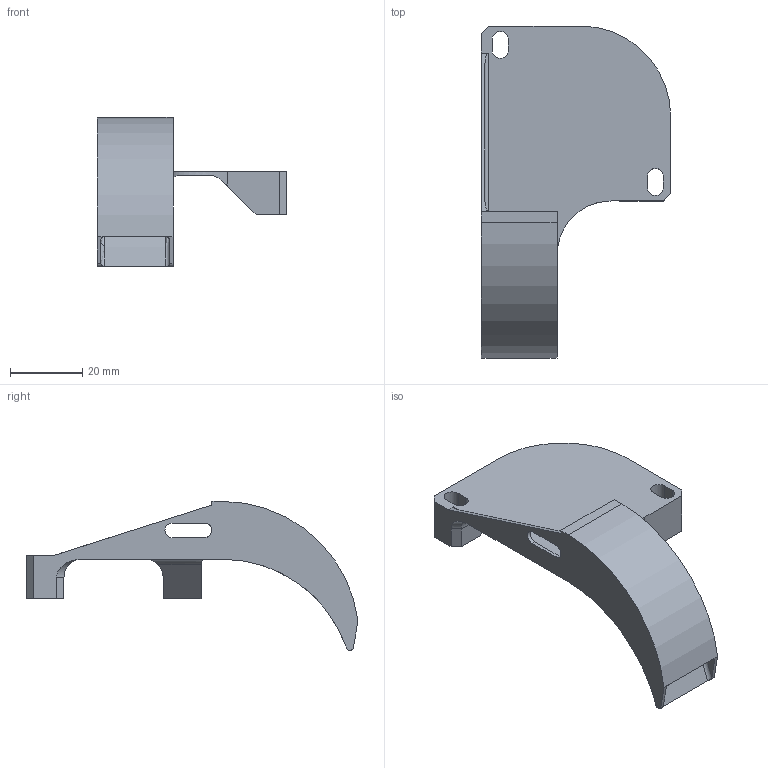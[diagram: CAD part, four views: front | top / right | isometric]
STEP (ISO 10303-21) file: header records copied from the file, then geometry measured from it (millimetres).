
FILE_DESCRIPTION((''),'2;1');
FILE_NAME('Part Fan Holder.stp','2016-02-23T18:20:41+00:00',('none'),('none'),'','','none');
FILE_SCHEMA((''));
Length unit declared in the file: millimetre
Bounding box: 52.5 x 92 x 41.3 mm (x, y, z)
Volume: 8919.8 mm3; surface area: 13606.1 mm2
Topology: 1 solids, 1 shells, 60 faces, 173 edges, 113 vertices
Faces by surface type: plane 31, cylinder 23, torus 6
Entity records: 2075 total; most frequent: CARTESIAN_POINT 507, ORIENTED_EDGE 346, DIRECTION 261, EDGE_CURVE 173, VERTEX_POINT 113, VECTOR 107, LINE 107, AXIS2_PLACEMENT_3D 97
